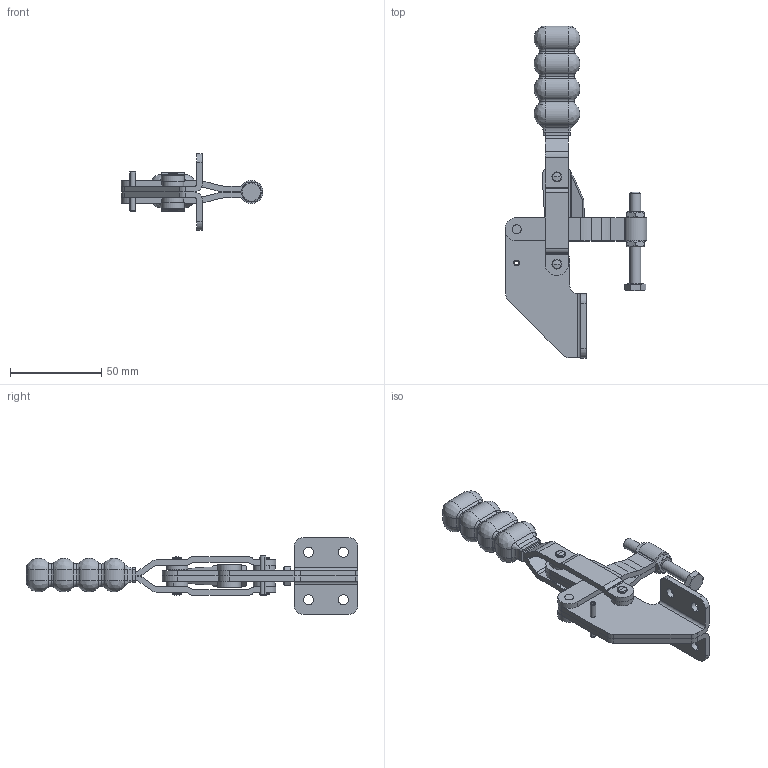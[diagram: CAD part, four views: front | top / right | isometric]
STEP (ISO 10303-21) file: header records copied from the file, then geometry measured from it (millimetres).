
FILE_DESCRIPTION((''),'2;1');
FILE_NAME('MG84SF.stp','2009-11-06T11:18:23',('David'),(''),'Autodesk Inventor 8','Autodesk Inventor 8','');
FILE_SCHEMA(('AUTOMOTIVE_DESIGN { 1 0 10303 214 1 1 1 1 }'));
Length unit declared in the file: millimetre
Products named in the file (6): MG84SF; MG84 F SIDEPLATE ASSEMBLY; MG84 HANDLE ASSEMBLY; MG84 LINK ASSEMBLY; MG84 S-BAR ASSEMBLY; ISO 4017  (Regular Thread) M6 x 50
Assembly tree (5 placements, depth 2):
  MG84SF
    MG84 F SIDEPLATE ASSEMBLY
    MG84 HANDLE ASSEMBLY
    MG84 LINK ASSEMBLY
    MG84 S-BAR ASSEMBLY
    ISO 4017  (Regular Thread) M6 x 50
Bounding box: 77.61 x 181.64 x 42 mm (x, y, z)
Volume: 54278.8 mm3; surface area: 31045.4 mm2
Topology: 5 solids, 7 shells, 665 faces, 1718 edges, 1072 vertices
Faces by surface type: plane 286, cylinder 178, bspline 111, cone 70, torus 16, sphere 4
Entity records: 23592 total; most frequent: CARTESIAN_POINT 7196, DIRECTION 3498, ORIENTED_EDGE 3420, EDGE_CURVE 1710, AXIS2_PLACEMENT_3D 1281, VERTEX_POINT 1072, VECTOR 936, LINE 936
